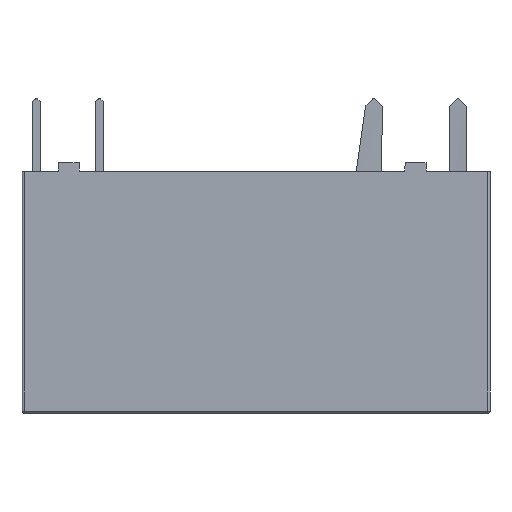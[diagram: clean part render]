
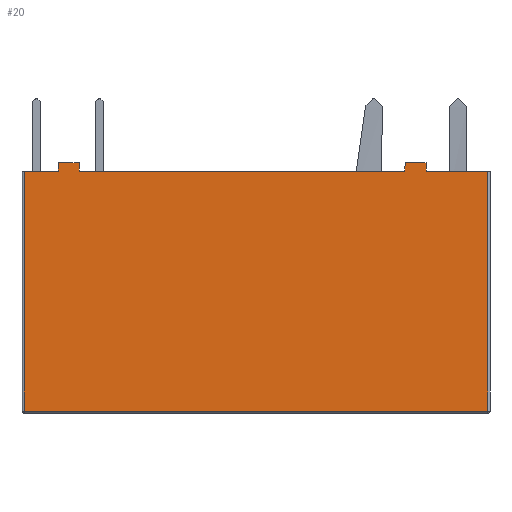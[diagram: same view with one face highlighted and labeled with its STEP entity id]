
A CAD part, front view. The second image highlights one B-rep face of the part: STEP entity #20.
In plain terms, the highlighted planar face has unit normal (0, -1, 0).
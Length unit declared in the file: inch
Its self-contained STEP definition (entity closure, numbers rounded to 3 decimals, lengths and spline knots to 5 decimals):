
#20 = ADVANCED_FACE ( 'NONE', ( #5524 ), #4925, .F. ) ;
#49 = DIRECTION ( 'NONE',  ( 0., 0., 1. ) ) ;
#124 = LINE ( 'NONE', #1111, #1842 ) ;
#288 = LINE ( 'NONE', #7077, #6901 ) ;
#292 = ORIENTED_EDGE ( 'NONE', *, *, #7478, .F. ) ;
#417 = CARTESIAN_POINT ( 'NONE',  ( -4.30841, 1.49145, 1.65726 ) ) ;
#554 = CARTESIAN_POINT ( 'NONE',  ( -4.35806, 1.49145, 1.63726 ) ) ;
#588 = EDGE_CURVE ( 'NONE', #5433, #6951, #2551, .T. ) ;
#606 = CARTESIAN_POINT ( 'NONE',  ( -4.35771, 1.49145, 1.65726 ) ) ;
#615 = CARTESIAN_POINT ( 'NONE',  ( -5.25306, 1.49145, 1.63726 ) ) ;
#641 = DIRECTION ( 'NONE',  ( 0.017, 0., -1. ) ) ;
#831 = VECTOR ( 'NONE', #2347, 39.37008 ) ;
#1073 = ORIENTED_EDGE ( 'NONE', *, *, #3980, .F. ) ;
#1111 = CARTESIAN_POINT ( 'NONE',  ( -5.12306, 1.49145, 1.63726 ) ) ;
#1210 = CARTESIAN_POINT ( 'NONE',  ( -5.12306, 1.49145, 1.63726 ) ) ;
#1238 = VECTOR ( 'NONE', #4930, 39.37008 ) ;
#1351 = DIRECTION ( 'NONE',  ( 0., 0., 1. ) ) ;
#1369 = DIRECTION ( 'NONE',  ( -1., 0., 0. ) ) ;
#1436 = LINE ( 'NONE', #2760, #7981 ) ;
#1439 = CARTESIAN_POINT ( 'NONE',  ( -5.12341, 1.49145, 1.65726 ) ) ;
#1451 = LINE ( 'NONE', #4321, #1238 ) ;
#1512 = VERTEX_POINT ( 'NONE', #606 ) ;
#1565 = DIRECTION ( 'NONE',  ( 0., 0., -1. ) ) ;
#1670 = CARTESIAN_POINT ( 'NONE',  ( -5.25306, 1.49145, 1.07326 ) ) ;
#1686 = ORIENTED_EDGE ( 'NONE', *, *, #4907, .F. ) ;
#1749 = DIRECTION ( 'NONE',  ( 1., 0., 0. ) ) ;
#1773 = VERTEX_POINT ( 'NONE', #554 ) ;
#1842 = VECTOR ( 'NONE', #4986, 39.37008 ) ;
#2060 = CARTESIAN_POINT ( 'NONE',  ( -4.35806, 1.49145, 1.63726 ) ) ;
#2088 = ORIENTED_EDGE ( 'NONE', *, *, #8122, .F. ) ;
#2134 = CARTESIAN_POINT ( 'NONE',  ( -4.30806, 1.49145, 1.63726 ) ) ;
#2347 = DIRECTION ( 'NONE',  ( 0.017, 0., -1. ) ) ;
#2405 = ORIENTED_EDGE ( 'NONE', *, *, #4727, .F. ) ;
#2416 = VERTEX_POINT ( 'NONE', #2134 ) ;
#2551 = LINE ( 'NONE', #1670, #7525 ) ;
#2609 = CARTESIAN_POINT ( 'NONE',  ( -5.25806, 1.49145, 1.63726 ) ) ;
#2638 = LINE ( 'NONE', #417, #7504 ) ;
#2673 = LINE ( 'NONE', #2060, #4198 ) ;
#2760 = CARTESIAN_POINT ( 'NONE',  ( -5.17271, 1.49145, 1.65726 ) ) ;
#2932 = LINE ( 'NONE', #2609, #7783 ) ;
#2956 = LINE ( 'NONE', #5589, #6144 ) ;
#3114 = ORIENTED_EDGE ( 'NONE', *, *, #4768, .F. ) ;
#3354 = DIRECTION ( 'NONE',  ( 0.017, 0., 1. ) ) ;
#3389 = LINE ( 'NONE', #7318, #6777 ) ;
#3650 = CARTESIAN_POINT ( 'NONE',  ( -4.16306, 1.49145, 1.63726 ) ) ;
#3726 = VERTEX_POINT ( 'NONE', #1210 ) ;
#3929 = EDGE_LOOP ( 'NONE', ( #1073, #5060, #4529, #5037, #4473, #292, #2088, #2405, #4234, #3114, #4612, #1686 ) ) ;
#3980 = EDGE_CURVE ( 'NONE', #4479, #3726, #4269, .T. ) ;
#3994 = VERTEX_POINT ( 'NONE', #3650 ) ;
#4184 = VERTEX_POINT ( 'NONE', #4468 ) ;
#4198 = VECTOR ( 'NONE', #3354, 39.37008 ) ;
#4234 = ORIENTED_EDGE ( 'NONE', *, *, #5500, .F. ) ;
#4269 = LINE ( 'NONE', #8034, #831 ) ;
#4321 = CARTESIAN_POINT ( 'NONE',  ( -4.30806, 1.49145, 1.63726 ) ) ;
#4373 = EDGE_CURVE ( 'NONE', #6951, #4184, #2932, .T. ) ;
#4468 = CARTESIAN_POINT ( 'NONE',  ( -5.17306, 1.49145, 1.63726 ) ) ;
#4473 = ORIENTED_EDGE ( 'NONE', *, *, #588, .F. ) ;
#4479 = VERTEX_POINT ( 'NONE', #1439 ) ;
#4529 = ORIENTED_EDGE ( 'NONE', *, *, #8223, .F. ) ;
#4612 = ORIENTED_EDGE ( 'NONE', *, *, #7098, .F. ) ;
#4727 = EDGE_CURVE ( 'NONE', #2416, #3994, #1451, .T. ) ;
#4768 = EDGE_CURVE ( 'NONE', #1512, #6218, #2956, .T. ) ;
#4840 = VERTEX_POINT ( 'NONE', #6816 ) ;
#4873 = CARTESIAN_POINT ( 'NONE',  ( -5.17271, 1.49145, 1.65726 ) ) ;
#4907 = EDGE_CURVE ( 'NONE', #3726, #1773, #124, .T. ) ;
#4925 = PLANE ( 'NONE',  #6247 ) ;
#4930 = DIRECTION ( 'NONE',  ( 1., 0., 0. ) ) ;
#4986 = DIRECTION ( 'NONE',  ( 1., 0., 0. ) ) ;
#5037 = ORIENTED_EDGE ( 'NONE', *, *, #4373, .F. ) ;
#5060 = ORIENTED_EDGE ( 'NONE', *, *, #5232, .F. ) ;
#5232 = EDGE_CURVE ( 'NONE', #5837, #4479, #1436, .T. ) ;
#5350 = DIRECTION ( 'NONE',  ( 1., 0., 0. ) ) ;
#5433 = VERTEX_POINT ( 'NONE', #7365 ) ;
#5500 = EDGE_CURVE ( 'NONE', #6218, #2416, #2638, .T. ) ;
#5524 = FACE_OUTER_BOUND ( 'NONE', #3929, .T. ) ;
#5589 = CARTESIAN_POINT ( 'NONE',  ( -4.35771, 1.49145, 1.65726 ) ) ;
#5590 = VECTOR ( 'NONE', #7453, 39.37008 ) ;
#5837 = VERTEX_POINT ( 'NONE', #4873 ) ;
#5939 = DIRECTION ( 'NONE',  ( 0., 1., 0. ) ) ;
#6072 = CARTESIAN_POINT ( 'NONE',  ( -5.25306, 1.49145, 1.07326 ) ) ;
#6144 = VECTOR ( 'NONE', #1749, 39.37008 ) ;
#6218 = VERTEX_POINT ( 'NONE', #6989 ) ;
#6247 = AXIS2_PLACEMENT_3D ( 'NONE', #6072, #5939, #49 ) ;
#6777 = VECTOR ( 'NONE', #1565, 39.37008 ) ;
#6809 = CARTESIAN_POINT ( 'NONE',  ( -5.17306, 1.49145, 1.63726 ) ) ;
#6816 = CARTESIAN_POINT ( 'NONE',  ( -4.16306, 1.49145, 1.07326 ) ) ;
#6901 = VECTOR ( 'NONE', #1369, 39.37008 ) ;
#6951 = VERTEX_POINT ( 'NONE', #615 ) ;
#6989 = CARTESIAN_POINT ( 'NONE',  ( -4.30841, 1.49145, 1.65726 ) ) ;
#7077 = CARTESIAN_POINT ( 'NONE',  ( -5.25306, 1.49145, 1.07326 ) ) ;
#7098 = EDGE_CURVE ( 'NONE', #1773, #1512, #2673, .T. ) ;
#7241 = LINE ( 'NONE', #6809, #5590 ) ;
#7318 = CARTESIAN_POINT ( 'NONE',  ( -4.16306, 1.49145, 1.07326 ) ) ;
#7365 = CARTESIAN_POINT ( 'NONE',  ( -5.25306, 1.49145, 1.07326 ) ) ;
#7453 = DIRECTION ( 'NONE',  ( 0.017, 0., 1. ) ) ;
#7478 = EDGE_CURVE ( 'NONE', #4840, #5433, #288, .T. ) ;
#7504 = VECTOR ( 'NONE', #641, 39.37008 ) ;
#7525 = VECTOR ( 'NONE', #1351, 39.37008 ) ;
#7681 = DIRECTION ( 'NONE',  ( 1., 0., 0. ) ) ;
#7783 = VECTOR ( 'NONE', #7681, 39.37008 ) ;
#7981 = VECTOR ( 'NONE', #5350, 39.37008 ) ;
#8034 = CARTESIAN_POINT ( 'NONE',  ( -5.12341, 1.49145, 1.65726 ) ) ;
#8122 = EDGE_CURVE ( 'NONE', #3994, #4840, #3389, .T. ) ;
#8223 = EDGE_CURVE ( 'NONE', #4184, #5837, #7241, .T. ) ;
